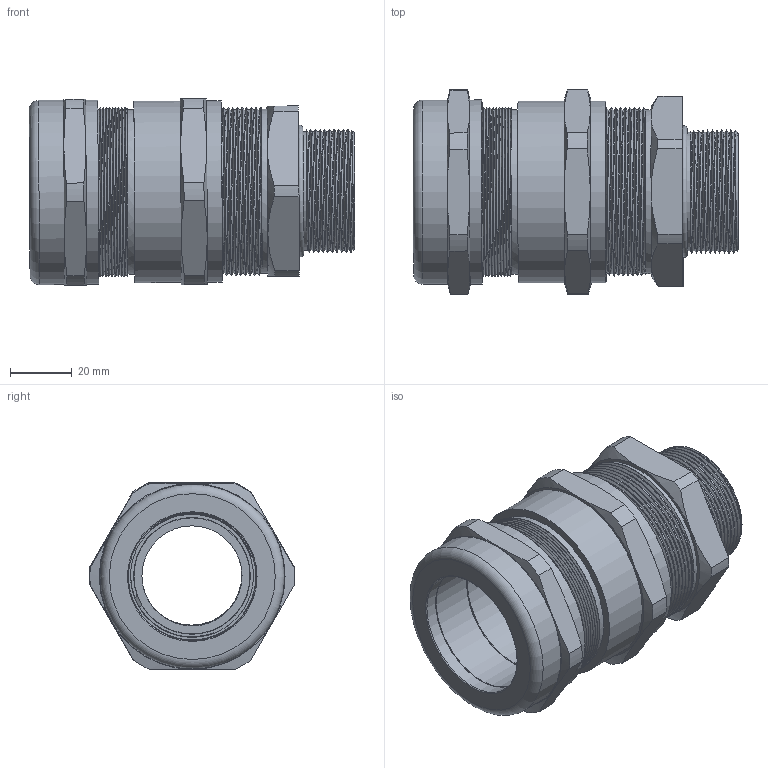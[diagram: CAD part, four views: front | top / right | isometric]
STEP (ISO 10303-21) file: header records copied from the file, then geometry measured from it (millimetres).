
FILE_DESCRIPTION(/* description */ ('RST-Gamma-X-Universal M40'),/* implementation_level */ '2;1');
FILE_NAME(/* name */ 'KBAU4M40-RST.stp',/* time_stamp */ '2020-03-30T08:05:29+02:00',/* author */ ('sl'),/* organization */ (''),/* preprocessor_version */ 'ST-DEVELOPER v16.5',/* originating_system */ 'Autodesk Inventor 2017',/* authorisation */ '');
FILE_SCHEMA (('AUTOMOTIVE_DESIGN { 1 0 10303 214 3 1 1 }'));
Length unit declared in the file: millimetre
Products named in the file (11): KBAU4M40; KBAU4M40_1; KBAU4M40_2; KBAU2M25; KBAU4M40_3; KBAU4M40_4; KBAU4M40_5; KBAU4M40_6; KBAU4M40_7; KBAU4M40_8; KBAU4M40_9
Assembly tree (10 placements, depth 2):
  KBAU4M40
    KBAU4M40_1
    KBAU4M40_2
    KBAU2M25
    KBAU4M40_3
    KBAU4M40_4
    KBAU4M40_5
    KBAU4M40_6
    KBAU4M40_7
    KBAU4M40_8
    KBAU4M40_9
Bounding box: 105.19 x 66.16 x 60.26 mm (x, y, z)
Volume: 126032.2 mm3; surface area: 89627.6 mm2
Topology: 11 solids, 11 shells, 325 faces, 762 edges, 476 vertices
Faces by surface type: cylinder 133, plane 65, cone 52, torus 36, bspline 33, sphere 6
Full cylindrical faces by diameter (mm): 32.33 x1, 32.38 x1, 32.5 x1, 34.8 x1, 38.278 x10, 41.24 x1, 41.26 x1, 41.38 x1, 41.6 x1, 42.49 x1, 45.5 x1, 46 x1, 48.46 x2, 48.5 x5, 48.78 x2, 48.9 x2, 49.45 x2, 49.5 x1, 50.4 x1, 51.46 x1, 52.878 x13, 53.258 x1, 53.4 x12, 56.22 x3, 58.56 x1, 58.62 x1, 59.5 x2
Entity records: 20655 total; most frequent: CARTESIAN_POINT 14489, DIRECTION 1221, ORIENTED_EDGE 1130, EDGE_CURVE 565, AXIS2_PLACEMENT_3D 530, EDGE_LOOP 406, VERTEX_POINT 395, FACE_OUTER_BOUND 289
